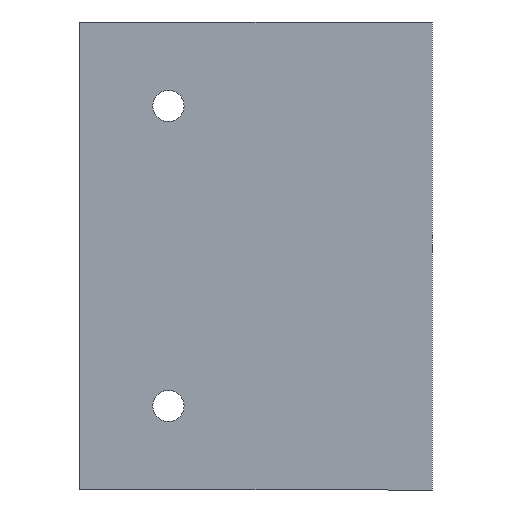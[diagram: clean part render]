
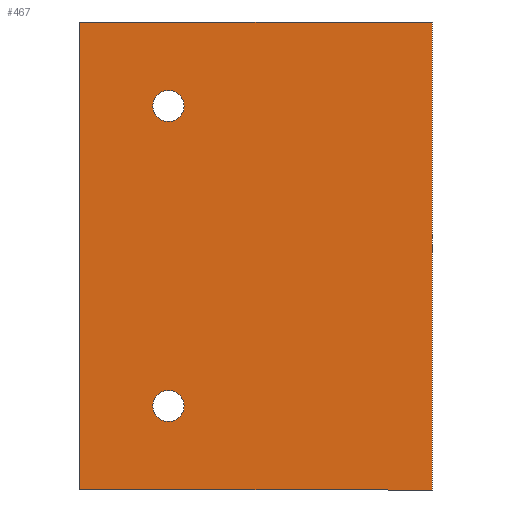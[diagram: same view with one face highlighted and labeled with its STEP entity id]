
A CAD part, front view. The second image highlights one B-rep face of the part: STEP entity #467.
In plain terms, the highlighted planar face has unit normal (0, -1, 0).
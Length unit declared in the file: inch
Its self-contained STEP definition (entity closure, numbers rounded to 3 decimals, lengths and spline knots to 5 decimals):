
#37=FACE_BOUND('',#107,.T.);
#38=FACE_BOUND('',#108,.T.);
#57=PLANE('',#520);
#80=FACE_OUTER_BOUND('',#106,.T.);
#106=EDGE_LOOP('',(#435,#436,#437,#438));
#107=EDGE_LOOP('',(#439));
#108=EDGE_LOOP('',(#440));
#149=LINE('',#737,#201);
#153=LINE('',#745,#205);
#156=LINE('',#751,#208);
#159=LINE('',#756,#211);
#201=VECTOR('',#613,0.3937);
#205=VECTOR('',#619,0.3937);
#208=VECTOR('',#624,0.3937);
#211=VECTOR('',#629,0.3937);
#213=CIRCLE('',#491,0.065);
#215=CIRCLE('',#494,0.065);
#221=VERTEX_POINT('',#639);
#223=VERTEX_POINT('',#645);
#253=VERTEX_POINT('',#735);
#254=VERTEX_POINT('',#736);
#257=VERTEX_POINT('',#744);
#259=VERTEX_POINT('',#750);
#261=EDGE_CURVE('',#221,#221,#213,.T.);
#264=EDGE_CURVE('',#223,#223,#215,.T.);
#309=EDGE_CURVE('',#253,#254,#149,.T.);
#313=EDGE_CURVE('',#257,#253,#153,.T.);
#316=EDGE_CURVE('',#259,#257,#156,.T.);
#319=EDGE_CURVE('',#254,#259,#159,.T.);
#435=ORIENTED_EDGE('',*,*,#319,.F.);
#436=ORIENTED_EDGE('',*,*,#309,.F.);
#437=ORIENTED_EDGE('',*,*,#313,.F.);
#438=ORIENTED_EDGE('',*,*,#316,.F.);
#439=ORIENTED_EDGE('',*,*,#261,.T.);
#440=ORIENTED_EDGE('',*,*,#264,.T.);
#467=ADVANCED_FACE('',(#80,#37,#38),#57,.F.);
#491=AXIS2_PLACEMENT_3D('',#640,#525,#526);
#494=AXIS2_PLACEMENT_3D('',#646,#532,#533);
#520=AXIS2_PLACEMENT_3D('',#760,#635,#636);
#525=DIRECTION('center_axis',(0.,1.,0.));
#526=DIRECTION('ref_axis',(-1.,0.,0.));
#532=DIRECTION('center_axis',(0.,1.,0.));
#533=DIRECTION('ref_axis',(-1.,0.,0.));
#613=DIRECTION('',(0.,0.,-1.));
#619=DIRECTION('',(1.,0.,0.));
#624=DIRECTION('',(0.,0.,1.));
#629=DIRECTION('',(-1.,0.,0.));
#635=DIRECTION('center_axis',(0.,1.,0.));
#636=DIRECTION('ref_axis',(0.,0.,1.));
#639=CARTESIAN_POINT('',(-0.3,0.,0.625));
#640=CARTESIAN_POINT('Origin',(-0.365,0.,0.625));
#645=CARTESIAN_POINT('',(-0.3,0.,-0.625));
#646=CARTESIAN_POINT('Origin',(-0.365,0.,-0.625));
#735=CARTESIAN_POINT('',(0.735,0.,0.975));
#736=CARTESIAN_POINT('',(0.735,0.,-0.975));
#737=CARTESIAN_POINT('',(0.735,0.,0.975));
#744=CARTESIAN_POINT('',(-0.735,0.,0.975));
#745=CARTESIAN_POINT('',(-0.735,0.,0.975));
#750=CARTESIAN_POINT('',(-0.735,0.,-0.975));
#751=CARTESIAN_POINT('',(-0.735,0.,-0.975));
#756=CARTESIAN_POINT('',(0.735,0.,-0.975));
#760=CARTESIAN_POINT('Origin',(0.,0.,0.));
